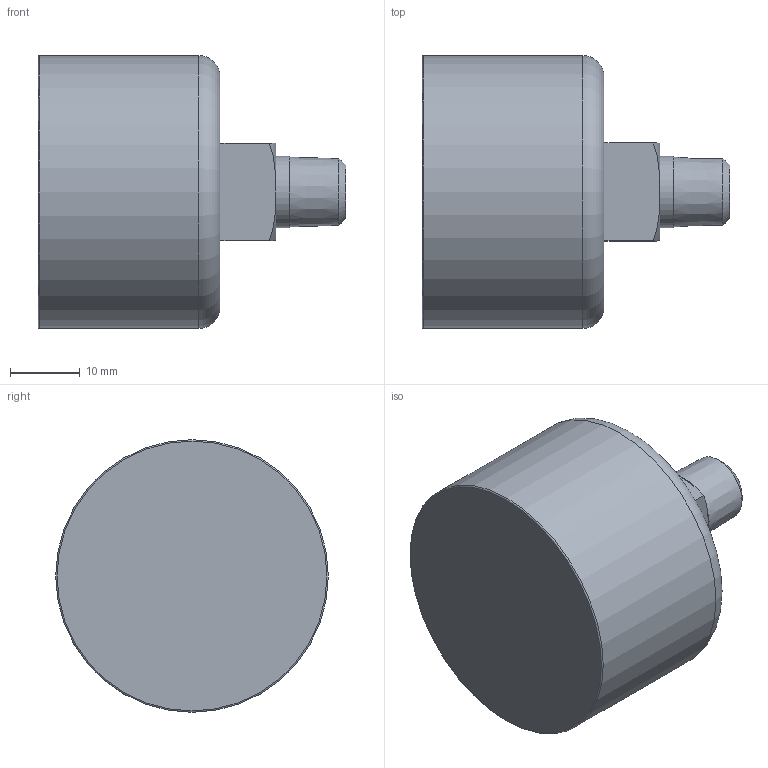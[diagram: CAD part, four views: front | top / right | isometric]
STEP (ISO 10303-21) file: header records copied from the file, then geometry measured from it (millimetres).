
FILE_DESCRIPTION(/* description */ ('STEP AP214'),/* implementation_level */ '2;1');
FILE_NAME(/* name */ '161126_MAP-40-1-1_8-EN',/* time_stamp */ '2024-08-21T11:54:49+02:00',/* author */ ('License CC BY-ND 4.0'),/* organization */ ('CADENAS'),/* preprocessor_version */ 'ST-DEVELOPER v19.3',/* originating_system */ 'PARTsolutions',/* authorisation */ ' ');
FILE_SCHEMA (('AUTOMOTIVE_DESIGN {1 0 10303 214 3 1 1}'));
Length unit declared in the file: millimetre
Products named in the file (1): 161126 MAP-40-1-1/8-EN
Bounding box: 44 x 39 x 39 mm (x, y, z)
Volume: 33134.5 mm3; surface area: 6120.9 mm2
Topology: 1 solids, 1 shells, 19 faces, 35 edges, 21 vertices
Faces by surface type: plane 9, torus 6, cylinder 2, cone 2
Full cylindrical faces by diameter (mm): 10.2 x1, 39 x1
Entity records: 482 total; most frequent: CARTESIAN_POINT 102, DIRECTION 74, ORIENTED_EDGE 58, AXIS2_PLACEMENT_3D 33, EDGE_CURVE 29, EDGE_LOOP 28, FACE_BOUND 28, VERTEX_POINT 21
